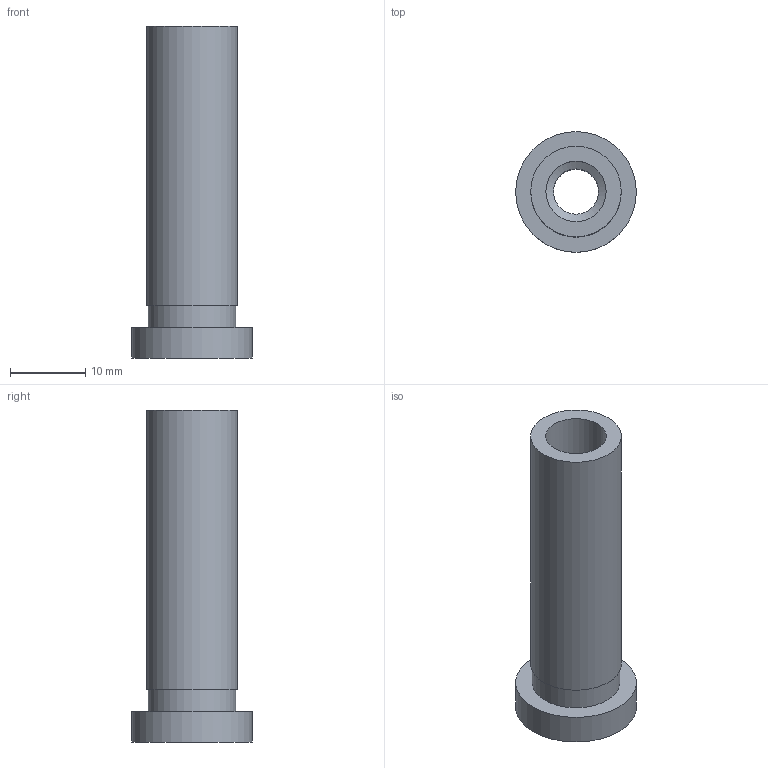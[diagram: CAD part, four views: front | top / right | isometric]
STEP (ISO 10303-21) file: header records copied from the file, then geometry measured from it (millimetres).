
FILE_DESCRIPTION(/* description */ (''),/* implementation_level */ '2;1');
FILE_NAME(/* name */ '05F58321206.stp',/* time_stamp */ '2019-05-09T10:38:15+05:00',/* author */ (''),/* organization */ (''),/* preprocessor_version */ 'ST-DEVELOPER v16.7',/* originating_system */ 'SIEMENS PLM Software NX 12.0',/* authorisation */ '');
FILE_SCHEMA (('AUTOMOTIVE_DESIGN { 1 0 10303 214 3 1 1 1 }'));
Length unit declared in the file: millimetre
Products named in the file (1): 05F58321206
Bounding box: 16 x 16 x 44 mm (x, y, z)
Volume: 3892.5 mm3; surface area: 2934.2 mm2
Topology: 1 solids, 1 shells, 10 faces, 16 edges, 10 vertices
Faces by surface type: cylinder 5, plane 4, cone 1
Full cylindrical faces by diameter (mm): 6 x1, 8 x1, 11.6 x1, 12 x1, 16 x1
Entity records: 260 total; most frequent: DIRECTION 48, CARTESIAN_POINT 34, AXIS2_PLACEMENT_3D 24, FACE_BOUND 20, EDGE_LOOP 20, ORIENTED_EDGE 20, ADVANCED_FACE 10, VERTEX_POINT 10
